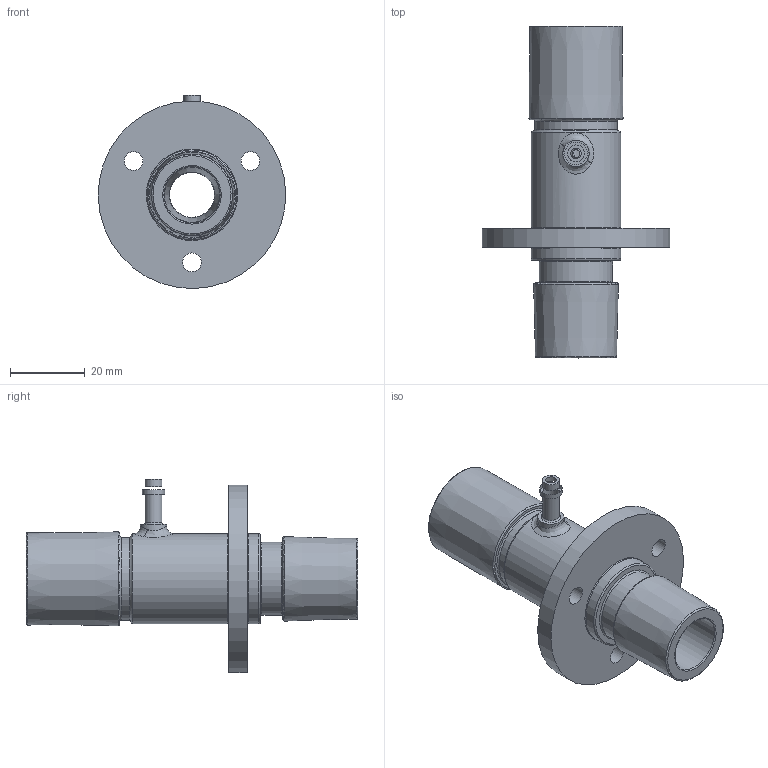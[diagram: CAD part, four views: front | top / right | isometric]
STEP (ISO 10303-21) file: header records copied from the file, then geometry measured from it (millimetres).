
FILE_DESCRIPTION(/* description */ (''),/* implementation_level */ '2;1');
FILE_NAME(/* name */ 'M-DVAM021048_DEPART_AIR_PATIENT v1.step',/* time_stamp */ '2020-04-21T23:15:32+02:00',/* author */ (''),/* organization */ (''),/* preprocessor_version */ 'ST-DEVELOPER v18.1',/* originating_system */ 'Autodesk Translation Framework v9.2.0.1227',/* authorisation */ '');
FILE_SCHEMA (('AUTOMOTIVE_DESIGN { 1 0 10303 214 3 1 1 }'));
Length unit declared in the file: millimetre
Products named in the file (1): M-DVAM021048_DEPART_AIR_PATIENT
Bounding box: 49.99 x 88.5 x 51.49 mm (x, y, z)
Volume: 30111 mm3; surface area: 17282.3 mm2
Topology: 1 solids, 1 shells, 166 faces, 454 edges, 307 vertices
Faces by surface type: plane 117, torus 21, cylinder 14, cone 8, bspline 6
Full cylindrical faces by diameter (mm): 4.5 x2, 5 x3, 6 x1, 7 x1, 12 x1, 15 x1, 19.5 x1, 22 x1, 24 x2, 50 x1
Entity records: 6441 total; most frequent: CARTESIAN_POINT 2058, ORIENTED_EDGE 908, DIRECTION 898, EDGE_CURVE 454, LINE 316, VECTOR 316, VERTEX_POINT 307, AXIS2_PLACEMENT_3D 291
